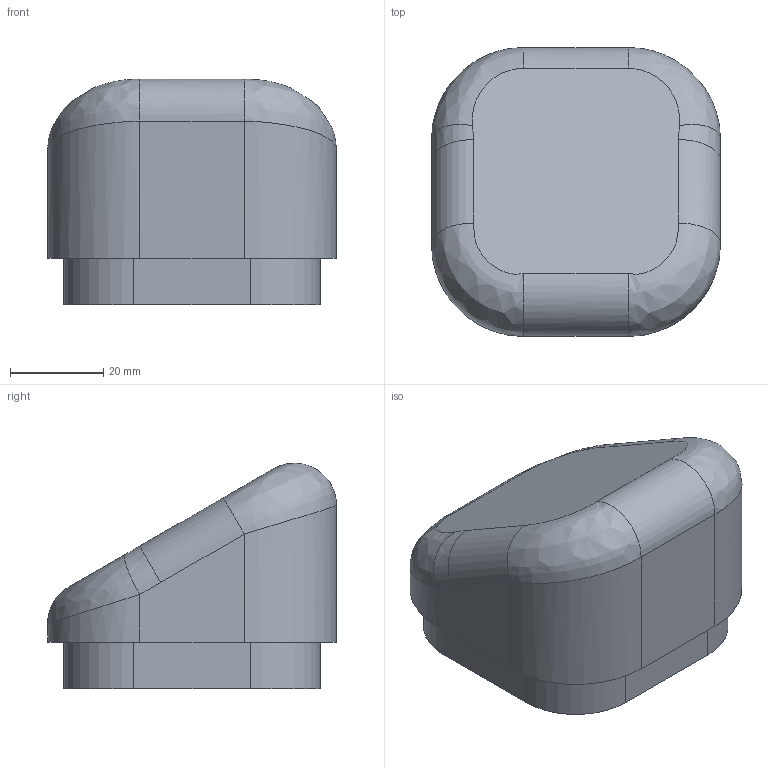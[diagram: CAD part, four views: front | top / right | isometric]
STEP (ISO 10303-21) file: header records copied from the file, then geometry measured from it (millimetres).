
FILE_DESCRIPTION(('FreeCAD Model'),'2;1');
FILE_NAME('Open CASCADE Shape Model','2025-01-21T12:42:54',(''),(''), 'Open CASCADE STEP processor 7.6','FreeCAD','Unknown');
FILE_SCHEMA(('AUTOMOTIVE_DESIGN { 1 0 10303 214 1 1 1 1 }'));
Length unit declared in the file: millimetre
Products named in the file (1): square_back
Bounding box: 62 x 62 x 48.41 mm (x, y, z)
Volume: 59395.8 mm3; surface area: 19449.7 mm2
Topology: 1 solids, 1 shells, 44 faces, 109 edges, 70 vertices
Faces by surface type: plane 22, cylinder 16, bspline 6
Entity records: 1605 total; most frequent: CARTESIAN_POINT 586, ORIENTED_EDGE 218, DIRECTION 195, EDGE_CURVE 109, VERTEX_POINT 70, LINE 67, VECTOR 67, AXIS2_PLACEMENT_3D 64
